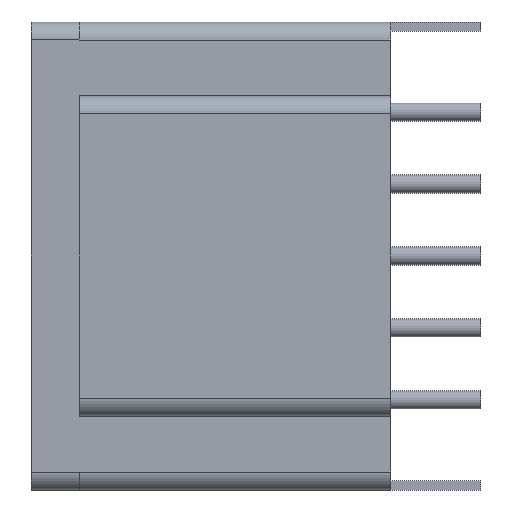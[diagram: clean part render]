
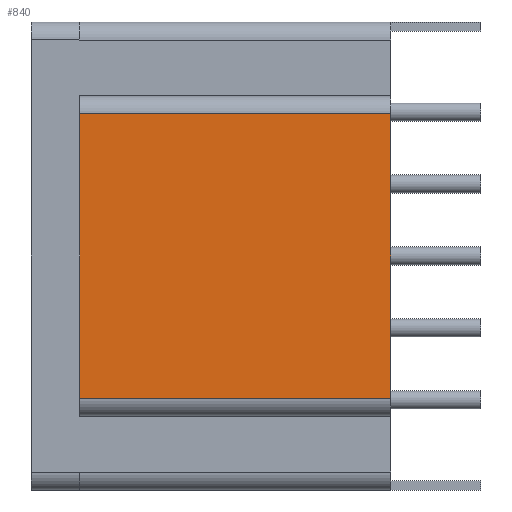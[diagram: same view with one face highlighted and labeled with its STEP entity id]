
A CAD part, left-side view. The second image highlights one B-rep face of the part: STEP entity #840.
In plain terms, the highlighted planar face has unit normal (-1, 0, 0).
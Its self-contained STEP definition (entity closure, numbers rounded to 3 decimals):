
#30=PLANE('',#931);
#68=FACE_OUTER_BOUND('',#126,.T.);
#126=EDGE_LOOP('',(#675,#676,#677,#678));
#175=LINE('',#1284,#259);
#181=LINE('',#1303,#265);
#212=LINE('',#1389,#296);
#213=LINE('',#1391,#297);
#259=VECTOR('',#1021,10.);
#265=VECTOR('',#1035,10.);
#296=VECTOR('',#1112,10.);
#297=VECTOR('',#1115,10.);
#384=VERTEX_POINT('',#1281);
#385=VERTEX_POINT('',#1283);
#393=VERTEX_POINT('',#1300);
#394=VERTEX_POINT('',#1302);
#468=EDGE_CURVE('',#384,#385,#175,.T.);
#477=EDGE_CURVE('',#393,#394,#181,.T.);
#523=EDGE_CURVE('',#393,#385,#212,.T.);
#524=EDGE_CURVE('',#394,#384,#213,.T.);
#675=ORIENTED_EDGE('',*,*,#477,.F.);
#676=ORIENTED_EDGE('',*,*,#523,.T.);
#677=ORIENTED_EDGE('',*,*,#468,.F.);
#678=ORIENTED_EDGE('',*,*,#524,.F.);
#840=ADVANCED_FACE('',(#68),#30,.T.);
#931=AXIS2_PLACEMENT_3D('',#1390,#1113,#1114);
#1021=DIRECTION('',(0.,0.,1.));
#1035=DIRECTION('',(0.,0.,-1.));
#1112=DIRECTION('',(0.,1.,0.));
#1113=DIRECTION('center_axis',(-1.,0.,0.));
#1114=DIRECTION('ref_axis',(0.,0.,1.));
#1115=DIRECTION('',(0.,1.,0.));
#1281=CARTESIAN_POINT('',(-21.,17.3,-20.89));
#1283=CARTESIAN_POINT('',(-21.,17.3,-5.11));
#1284=CARTESIAN_POINT('',(-21.,17.3,-5.11));
#1300=CARTESIAN_POINT('',(-21.,0.,-5.11));
#1302=CARTESIAN_POINT('',(-21.,0.,-20.89));
#1303=CARTESIAN_POINT('',(-21.,0.,-5.11));
#1389=CARTESIAN_POINT('',(-21.,0.,-5.11));
#1390=CARTESIAN_POINT('Origin',(-21.,0.,-20.89));
#1391=CARTESIAN_POINT('',(-21.,0.,-20.89));
